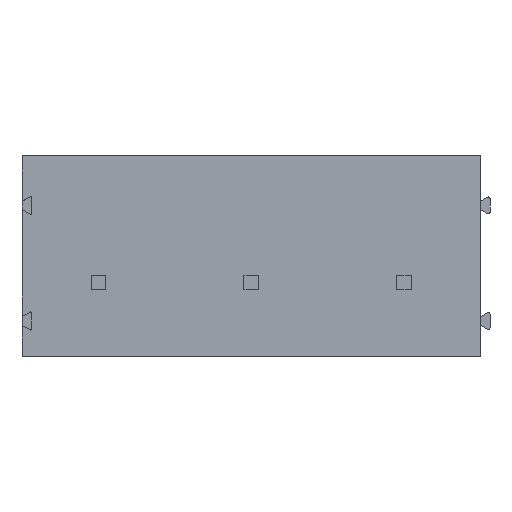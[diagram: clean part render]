
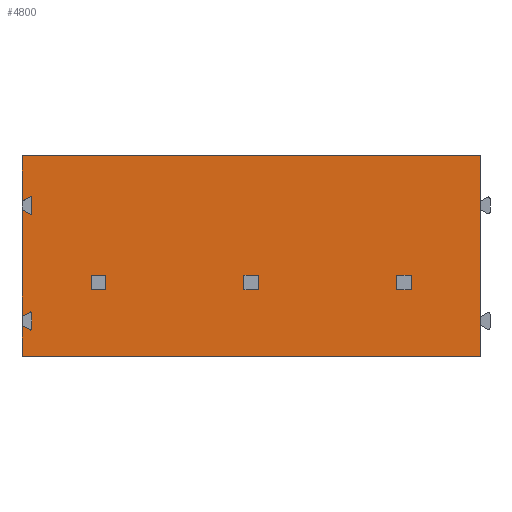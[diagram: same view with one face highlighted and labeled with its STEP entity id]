
A CAD part, front view. The second image highlights one B-rep face of the part: STEP entity #4800.
In plain terms, the highlighted planar face has unit normal (0, -1, 0).
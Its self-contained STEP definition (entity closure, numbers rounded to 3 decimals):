
#151=DIRECTION('',(0.,0.,-1.));
#152=VECTOR('',#151,1.773);
#153=CARTESIAN_POINT('',(-14.28,-6.85,-10.727));
#154=LINE('',#153,#152);
#214=DIRECTION('',(0.,0.,-1.));
#215=VECTOR('',#214,2.673);
#216=CARTESIAN_POINT('',(-14.28,-6.85,0.));
#217=LINE('',#216,#215);
#242=DIRECTION('',(0.,0.,-1.));
#243=VECTOR('',#242,6.346);
#244=CARTESIAN_POINT('',(-14.28,-6.85,-3.527));
#245=LINE('',#244,#243);
#369=CARTESIAN_POINT('',(-14.18,-6.85,-3.527));
#370=DIRECTION('',(0.,-1.,0.));
#371=DIRECTION('',(0.5,0.,0.866));
#372=AXIS2_PLACEMENT_3D('',#369,#370,#371);
#377=DIRECTION('',(0.866,0.,-0.5));
#378=VECTOR('',#377,0.433);
#379=CARTESIAN_POINT('',(-14.13,-6.85,-3.44));
#380=LINE('',#379,#378);
#384=CARTESIAN_POINT('',(-13.73,-6.85,-3.614));
#385=DIRECTION('',(0.,-1.,0.));
#386=DIRECTION('',(-0.5,0.,-0.866));
#387=AXIS2_PLACEMENT_3D('',#384,#385,#386);
#392=DIRECTION('',(0.,0.,1.));
#393=VECTOR('',#392,1.027);
#394=CARTESIAN_POINT('',(-13.68,-6.85,-3.614));
#395=LINE('',#394,#393);
#399=CARTESIAN_POINT('',(-13.73,-6.85,-2.586));
#400=DIRECTION('',(0.,-1.,0.));
#401=DIRECTION('',(1.,0.,0.));
#402=AXIS2_PLACEMENT_3D('',#399,#400,#401);
#407=DIRECTION('',(-0.866,0.,-0.5));
#408=VECTOR('',#407,0.433);
#409=CARTESIAN_POINT('',(-13.755,-6.85,-2.543));
#410=LINE('',#409,#408);
#414=CARTESIAN_POINT('',(-14.18,-6.85,-2.673));
#415=DIRECTION('',(0.,-1.,0.));
#416=DIRECTION('',(-1.,0.,0.));
#417=AXIS2_PLACEMENT_3D('',#414,#415,#416);
#422=DIRECTION('',(1.,0.,0.));
#423=VECTOR('',#422,28.56);
#424=CARTESIAN_POINT('',(-14.28,-6.85,0.));
#425=LINE('',#424,#423);
#429=CARTESIAN_POINT('',(-14.18,-6.85,-10.727));
#430=DIRECTION('',(0.,-1.,0.));
#431=DIRECTION('',(0.5,0.,0.866));
#432=AXIS2_PLACEMENT_3D('',#429,#430,#431);
#437=DIRECTION('',(0.866,0.,-0.5));
#438=VECTOR('',#437,0.433);
#439=CARTESIAN_POINT('',(-14.13,-6.85,-10.64));
#440=LINE('',#439,#438);
#444=CARTESIAN_POINT('',(-13.73,-6.85,-10.814));
#445=DIRECTION('',(0.,-1.,0.));
#446=DIRECTION('',(-0.5,0.,-0.866));
#447=AXIS2_PLACEMENT_3D('',#444,#445,#446);
#452=DIRECTION('',(0.,0.,1.));
#453=VECTOR('',#452,1.027);
#454=CARTESIAN_POINT('',(-13.68,-6.85,-10.814));
#455=LINE('',#454,#453);
#459=CARTESIAN_POINT('',(-13.73,-6.85,-9.786));
#460=DIRECTION('',(0.,-1.,0.));
#461=DIRECTION('',(1.,0.,0.));
#462=AXIS2_PLACEMENT_3D('',#459,#460,#461);
#467=DIRECTION('',(-0.866,0.,-0.5));
#468=VECTOR('',#467,0.433);
#469=CARTESIAN_POINT('',(-13.755,-6.85,-9.743));
#470=LINE('',#469,#468);
#474=CARTESIAN_POINT('',(-14.18,-6.85,-9.873));
#475=DIRECTION('',(0.,-1.,0.));
#476=DIRECTION('',(-1.,0.,0.));
#477=AXIS2_PLACEMENT_3D('',#474,#475,#476);
#482=DIRECTION('',(0.,0.,-1.));
#483=VECTOR('',#482,0.9);
#484=CARTESIAN_POINT('',(-9.97,-6.85,-7.45));
#485=LINE('',#484,#483);
#489=DIRECTION('',(1.,0.,0.));
#490=VECTOR('',#489,0.9);
#491=CARTESIAN_POINT('',(-9.97,-6.85,-8.35));
#492=LINE('',#491,#490);
#496=DIRECTION('',(0.,0.,-1.));
#497=VECTOR('',#496,0.9);
#498=CARTESIAN_POINT('',(-9.07,-6.85,-7.45));
#499=LINE('',#498,#497);
#503=DIRECTION('',(1.,0.,0.));
#504=VECTOR('',#503,0.9);
#505=CARTESIAN_POINT('',(-9.97,-6.85,-7.45));
#506=LINE('',#505,#504);
#510=DIRECTION('',(0.,0.,-1.));
#511=VECTOR('',#510,0.9);
#512=CARTESIAN_POINT('',(-0.45,-6.85,-7.45));
#513=LINE('',#512,#511);
#517=DIRECTION('',(1.,0.,0.));
#518=VECTOR('',#517,0.9);
#519=CARTESIAN_POINT('',(-0.45,-6.85,-8.35));
#520=LINE('',#519,#518);
#524=DIRECTION('',(0.,0.,-1.));
#525=VECTOR('',#524,0.9);
#526=CARTESIAN_POINT('',(0.45,-6.85,-7.45));
#527=LINE('',#526,#525);
#531=DIRECTION('',(1.,0.,0.));
#532=VECTOR('',#531,0.9);
#533=CARTESIAN_POINT('',(-0.45,-6.85,-7.45));
#534=LINE('',#533,#532);
#538=DIRECTION('',(0.,0.,-1.));
#539=VECTOR('',#538,0.9);
#540=CARTESIAN_POINT('',(9.07,-6.85,-7.45));
#541=LINE('',#540,#539);
#545=DIRECTION('',(1.,0.,0.));
#546=VECTOR('',#545,0.9);
#547=CARTESIAN_POINT('',(9.07,-6.85,-8.35));
#548=LINE('',#547,#546);
#552=DIRECTION('',(0.,0.,-1.));
#553=VECTOR('',#552,0.9);
#554=CARTESIAN_POINT('',(9.97,-6.85,-7.45));
#555=LINE('',#554,#553);
#559=DIRECTION('',(1.,0.,0.));
#560=VECTOR('',#559,0.9);
#561=CARTESIAN_POINT('',(9.07,-6.85,-7.45));
#562=LINE('',#561,#560);
#994=DIRECTION('',(1.,0.,0.));
#995=VECTOR('',#994,28.56);
#996=CARTESIAN_POINT('',(-14.28,-6.85,-12.5));
#997=LINE('',#996,#995);
#1652=DIRECTION('',(0.,0.,-1.));
#1653=VECTOR('',#1652,12.5);
#1654=CARTESIAN_POINT('',(14.28,-6.85,0.));
#1655=LINE('',#1654,#1653);
#4035=CARTESIAN_POINT('',(-14.28,-6.85,0.));
#4036=VERTEX_POINT('',#4035);
#4037=CARTESIAN_POINT('',(-14.28,-6.85,-12.5));
#4039=VERTEX_POINT('',#4037);
#4053=CARTESIAN_POINT('',(14.28,-6.85,0.));
#4054=VERTEX_POINT('',#4053);
#4055=CARTESIAN_POINT('',(14.28,-6.85,-12.5));
#4056=VERTEX_POINT('',#4055);
#4095=CARTESIAN_POINT('',(-14.28,-6.85,-3.527));
#4096=VERTEX_POINT('',#4095);
#4097=CARTESIAN_POINT('',(-14.28,-6.85,-2.673));
#4098=VERTEX_POINT('',#4097);
#4099=CARTESIAN_POINT('',(-14.28,-6.85,-9.873));
#4100=VERTEX_POINT('',#4099);
#4101=CARTESIAN_POINT('',(-14.28,-6.85,-10.727));
#4102=VERTEX_POINT('',#4101);
#4103=CARTESIAN_POINT('',(-14.13,-6.85,-3.44));
#4104=VERTEX_POINT('',#4103);
#4105=CARTESIAN_POINT('',(-13.755,-6.85,-3.657));
#4106=VERTEX_POINT('',#4105);
#4107=CARTESIAN_POINT('',(-13.68,-6.85,-3.614));
#4108=VERTEX_POINT('',#4107);
#4109=CARTESIAN_POINT('',(-13.68,-6.85,-2.586));
#4110=VERTEX_POINT('',#4109);
#4111=CARTESIAN_POINT('',(-13.755,-6.85,-2.543));
#4112=VERTEX_POINT('',#4111);
#4113=CARTESIAN_POINT('',(-14.13,-6.85,-2.76));
#4114=VERTEX_POINT('',#4113);
#4115=CARTESIAN_POINT('',(-14.13,-6.85,-10.64));
#4116=CARTESIAN_POINT('',(-13.755,-6.85,-10.857));
#4117=VERTEX_POINT('',#4115);
#4118=VERTEX_POINT('',#4116);
#4119=CARTESIAN_POINT('',(-13.68,-6.85,-10.814));
#4120=VERTEX_POINT('',#4119);
#4121=CARTESIAN_POINT('',(-13.68,-6.85,-9.786));
#4122=VERTEX_POINT('',#4121);
#4123=CARTESIAN_POINT('',(-13.755,-6.85,-9.743));
#4124=VERTEX_POINT('',#4123);
#4125=CARTESIAN_POINT('',(-14.13,-6.85,-9.96));
#4126=VERTEX_POINT('',#4125);
#4235=CARTESIAN_POINT('',(-9.97,-6.85,-7.45));
#4236=CARTESIAN_POINT('',(-9.97,-6.85,-8.35));
#4237=VERTEX_POINT('',#4235);
#4238=VERTEX_POINT('',#4236);
#4239=CARTESIAN_POINT('',(-9.07,-6.85,-7.45));
#4240=CARTESIAN_POINT('',(-9.07,-6.85,-8.35));
#4241=VERTEX_POINT('',#4239);
#4242=VERTEX_POINT('',#4240);
#4393=CARTESIAN_POINT('',(-0.45,-6.85,-7.45));
#4394=VERTEX_POINT('',#4393);
#4395=CARTESIAN_POINT('',(-0.45,-6.85,-8.35));
#4396=VERTEX_POINT('',#4395);
#4397=CARTESIAN_POINT('',(0.45,-6.85,-7.45));
#4398=VERTEX_POINT('',#4397);
#4399=CARTESIAN_POINT('',(0.45,-6.85,-8.35));
#4400=VERTEX_POINT('',#4399);
#4497=CARTESIAN_POINT('',(9.07,-6.85,-7.45));
#4498=VERTEX_POINT('',#4497);
#4499=CARTESIAN_POINT('',(9.07,-6.85,-8.35));
#4500=VERTEX_POINT('',#4499);
#4501=CARTESIAN_POINT('',(9.97,-6.85,-7.45));
#4502=VERTEX_POINT('',#4501);
#4503=CARTESIAN_POINT('',(9.97,-6.85,-8.35));
#4504=VERTEX_POINT('',#4503);
#4727=CARTESIAN_POINT('',(-14.28,-6.85,0.));
#4728=DIRECTION('',(0.,-1.,0.));
#4729=DIRECTION('',(0.,0.,-1.));
#4730=AXIS2_PLACEMENT_3D('',#4727,#4728,#4729);
#4731=PLANE('',#4730);
#4733=ORIENTED_EDGE('',*,*,#4732,.F.);
#4735=ORIENTED_EDGE('',*,*,#4734,.T.);
#4737=ORIENTED_EDGE('',*,*,#4736,.T.);
#4739=ORIENTED_EDGE('',*,*,#4738,.T.);
#4741=ORIENTED_EDGE('',*,*,#4740,.T.);
#4743=ORIENTED_EDGE('',*,*,#4742,.T.);
#4745=ORIENTED_EDGE('',*,*,#4744,.F.);
#4746=ORIENTED_EDGE('',*,*,#4652,.F.);
#4748=ORIENTED_EDGE('',*,*,#4747,.T.);
#4750=ORIENTED_EDGE('',*,*,#4749,.T.);
#4752=ORIENTED_EDGE('',*,*,#4751,.F.);
#4753=ORIENTED_EDGE('',*,*,#4634,.F.);
#4755=ORIENTED_EDGE('',*,*,#4754,.F.);
#4757=ORIENTED_EDGE('',*,*,#4756,.T.);
#4759=ORIENTED_EDGE('',*,*,#4758,.T.);
#4761=ORIENTED_EDGE('',*,*,#4760,.T.);
#4763=ORIENTED_EDGE('',*,*,#4762,.T.);
#4765=ORIENTED_EDGE('',*,*,#4764,.T.);
#4766=ORIENTED_EDGE('',*,*,#4719,.F.);
#4767=ORIENTED_EDGE('',*,*,#4660,.F.);
#4768=EDGE_LOOP('',(#4733,#4735,#4737,#4739,#4741,#4743,#4745,#4746,#4748,#4750,
#4752,#4753,#4755,#4757,#4759,#4761,#4763,#4765,#4766,#4767));
#4769=FACE_OUTER_BOUND('',#4768,.F.);
#4771=ORIENTED_EDGE('',*,*,#4770,.T.);
#4773=ORIENTED_EDGE('',*,*,#4772,.T.);
#4775=ORIENTED_EDGE('',*,*,#4774,.F.);
#4777=ORIENTED_EDGE('',*,*,#4776,.F.);
#4778=EDGE_LOOP('',(#4771,#4773,#4775,#4777));
#4779=FACE_BOUND('',#4778,.F.);
#4781=ORIENTED_EDGE('',*,*,#4780,.T.);
#4783=ORIENTED_EDGE('',*,*,#4782,.T.);
#4785=ORIENTED_EDGE('',*,*,#4784,.F.);
#4787=ORIENTED_EDGE('',*,*,#4786,.F.);
#4788=EDGE_LOOP('',(#4781,#4783,#4785,#4787));
#4789=FACE_BOUND('',#4788,.F.);
#4791=ORIENTED_EDGE('',*,*,#4790,.T.);
#4793=ORIENTED_EDGE('',*,*,#4792,.T.);
#4795=ORIENTED_EDGE('',*,*,#4794,.F.);
#4797=ORIENTED_EDGE('',*,*,#4796,.F.);
#4798=EDGE_LOOP('',(#4791,#4793,#4795,#4797));
#4799=FACE_BOUND('',#4798,.F.);
#373=CIRCLE('',#372,0.1);
#388=CIRCLE('',#387,0.05);
#403=CIRCLE('',#402,0.05);
#418=CIRCLE('',#417,0.1);
#433=CIRCLE('',#432,0.1);
#448=CIRCLE('',#447,0.05);
#463=CIRCLE('',#462,0.05);
#478=CIRCLE('',#477,0.1);
#4634=EDGE_CURVE('',#4102,#4039,#154,.T.);
#4652=EDGE_CURVE('',#4036,#4098,#217,.T.);
#4660=EDGE_CURVE('',#4096,#4100,#245,.T.);
#4719=EDGE_CURVE('',#4100,#4126,#478,.T.);
#4732=EDGE_CURVE('',#4104,#4096,#373,.T.);
#4734=EDGE_CURVE('',#4104,#4106,#380,.T.);
#4736=EDGE_CURVE('',#4106,#4108,#388,.T.);
#4738=EDGE_CURVE('',#4108,#4110,#395,.T.);
#4740=EDGE_CURVE('',#4110,#4112,#403,.T.);
#4742=EDGE_CURVE('',#4112,#4114,#410,.T.);
#4744=EDGE_CURVE('',#4098,#4114,#418,.T.);
#4747=EDGE_CURVE('',#4036,#4054,#425,.T.);
#4749=EDGE_CURVE('',#4054,#4056,#1655,.T.);
#4751=EDGE_CURVE('',#4039,#4056,#997,.T.);
#4754=EDGE_CURVE('',#4117,#4102,#433,.T.);
#4756=EDGE_CURVE('',#4117,#4118,#440,.T.);
#4758=EDGE_CURVE('',#4118,#4120,#448,.T.);
#4760=EDGE_CURVE('',#4120,#4122,#455,.T.);
#4762=EDGE_CURVE('',#4122,#4124,#463,.T.);
#4764=EDGE_CURVE('',#4124,#4126,#470,.T.);
#4770=EDGE_CURVE('',#4237,#4238,#485,.T.);
#4772=EDGE_CURVE('',#4238,#4242,#492,.T.);
#4774=EDGE_CURVE('',#4241,#4242,#499,.T.);
#4776=EDGE_CURVE('',#4237,#4241,#506,.T.);
#4780=EDGE_CURVE('',#4394,#4396,#513,.T.);
#4782=EDGE_CURVE('',#4396,#4400,#520,.T.);
#4784=EDGE_CURVE('',#4398,#4400,#527,.T.);
#4786=EDGE_CURVE('',#4394,#4398,#534,.T.);
#4790=EDGE_CURVE('',#4498,#4500,#541,.T.);
#4792=EDGE_CURVE('',#4500,#4504,#548,.T.);
#4794=EDGE_CURVE('',#4502,#4504,#555,.T.);
#4796=EDGE_CURVE('',#4498,#4502,#562,.T.);
#4800=ADVANCED_FACE('',(#4769,#4779,#4789,#4799),#4731,.T.);
